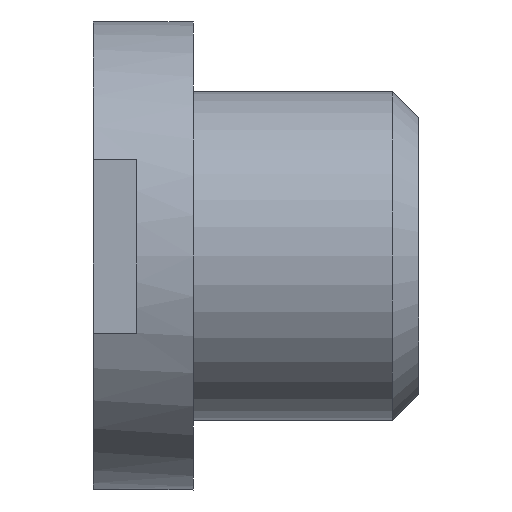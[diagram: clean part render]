
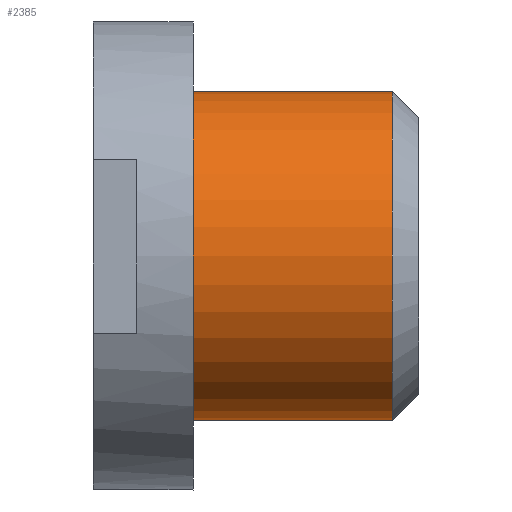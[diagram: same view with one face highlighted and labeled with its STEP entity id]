
A CAD part, front view. The second image highlights one B-rep face of the part: STEP entity #2385.
In plain terms, the highlighted cylindrical face has radius 1.9 mm (diameter 3.8 mm), a full revolution.
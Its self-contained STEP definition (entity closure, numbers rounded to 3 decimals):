
#285=FACE_OUTER_BOUND('',#430,.T.);
#430=EDGE_LOOP('',(#2136,#2137,#2138,#2139));
#686=LINE('',#4012,#928);
#928=VECTOR('',#3316,1.9);
#1018=CIRCLE('',#2623,1.9);
#1020=CIRCLE('',#2626,1.9);
#1236=VERTEX_POINT('',#4005);
#1238=VERTEX_POINT('',#4011);
#1564=EDGE_CURVE('',#1236,#1236,#1018,.T.);
#1567=EDGE_CURVE('',#1236,#1238,#686,.T.);
#1568=EDGE_CURVE('',#1238,#1238,#1020,.T.);
#2136=ORIENTED_EDGE('',*,*,#1564,.F.);
#2137=ORIENTED_EDGE('',*,*,#1567,.T.);
#2138=ORIENTED_EDGE('',*,*,#1568,.F.);
#2139=ORIENTED_EDGE('',*,*,#1567,.F.);
#2254=CYLINDRICAL_SURFACE('',#2625,1.9);
#2385=ADVANCED_FACE('',(#285),#2254,.T.);
#2623=AXIS2_PLACEMENT_3D('',#4006,#3309,#3310);
#2625=AXIS2_PLACEMENT_3D('',#4010,#3314,#3315);
#2626=AXIS2_PLACEMENT_3D('',#4013,#3317,#3318);
#3309=DIRECTION('center_axis',(1.,0.,0.));
#3310=DIRECTION('ref_axis',(0.,1.,0.));
#3314=DIRECTION('center_axis',(1.,0.,0.));
#3315=DIRECTION('ref_axis',(0.,1.,0.));
#3316=DIRECTION('',(-1.,0.,0.));
#3317=DIRECTION('center_axis',(-1.,0.,0.));
#3318=DIRECTION('ref_axis',(0.,1.,0.));
#4005=CARTESIAN_POINT('',(3.083,15.18,-5.11));
#4006=CARTESIAN_POINT('Origin',(3.083,17.08,-5.11));
#4010=CARTESIAN_POINT('Origin',(0.383,17.08,-5.11));
#4011=CARTESIAN_POINT('',(0.783,15.18,-5.11));
#4012=CARTESIAN_POINT('',(0.383,15.18,-5.11));
#4013=CARTESIAN_POINT('Origin',(0.783,17.08,-5.11));
